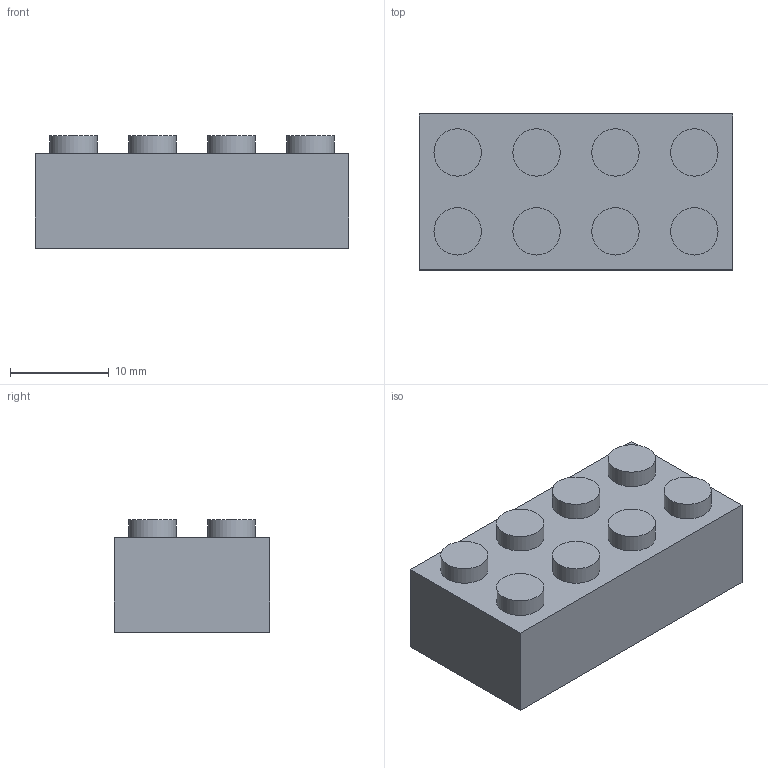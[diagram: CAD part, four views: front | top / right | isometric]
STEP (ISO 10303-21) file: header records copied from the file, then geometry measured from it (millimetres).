
FILE_DESCRIPTION(('Zoo Text-to-CAD'),'1');
FILE_NAME('Zoo Text-to-CAD model','2024-09-17T18:37:15',('Author'),('Zoo'),'Zoo Text-to-CAD','text-to-cad.zoo.dev','Unknown');
FILE_SCHEMA(('AUTOMOTIVE_DESIGN { 1 0 10303 214 1 1 1 1 }'));
Length unit declared in the file: millimetre
Products named in the file (1): Zoo Text-to-CAD
Bounding box: 31.8 x 15.8 x 11.4 mm (x, y, z)
Volume: 2464.6 mm3; surface area: 3672.5 mm2
Topology: 1 solids, 1 shells, 39 faces, 66 edges, 44 vertices
Faces by surface type: plane 25, cylinder 14
Full cylindrical faces by diameter (mm): 4.8 x11, 6.5 x3
Entity records: 1780 total; most frequent: CARTESIAN_POINT 298, DIRECTION 290, ORIENTED_EDGE 132, PCURVE 132, DEFINITIONAL_REPRESENTATION 132, LINE 126, VECTOR 126, AXIS2_PLACEMENT_3D 68
